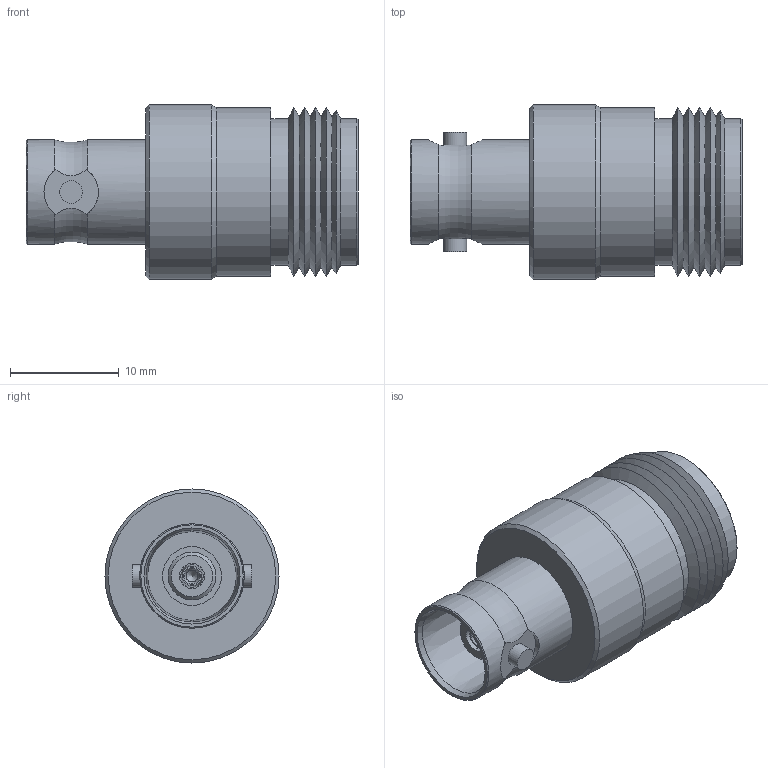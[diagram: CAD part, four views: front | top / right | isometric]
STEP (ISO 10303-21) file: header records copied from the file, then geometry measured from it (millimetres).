
FILE_DESCRIPTION (( 'STEP AP214' ), '1' );
FILE_NAME ('AXA-NFBF.STEP', '2018-01-05T15:44:03', ( '' ), ( '' ), 'SwSTEP 2.0', 'SolidWorks 2014', '' );
FILE_SCHEMA (( 'AUTOMOTIVE_DESIGN' ));
Length unit declared in the file: millimetre
Products named in the file (1): AXA-NFBF
Bounding box: 30.5 x 16 x 16 mm (x, y, z)
Volume: 3370.9 mm3; surface area: 2774.1 mm2
Topology: 1 solids, 1 shells, 125 faces, 278 edges, 168 vertices
Faces by surface type: plane 55, cone 45, cylinder 23, torus 2
Full cylindrical faces by diameter (mm): 1.4 x1, 1.8 x1, 2.1 x3, 2.3 x1, 3 x1, 3.2 x1, 4.4 x1, 5.4 x1, 7 x1, 9.6 x2, 13.5 x2, 15.5 x1, 16 x1
Entity records: 3446 total; most frequent: CARTESIAN_POINT 916, DIRECTION 530, ORIENTED_EDGE 462, AXIS2_PLACEMENT_3D 245, EDGE_CURVE 231, EDGE_LOOP 176, VERTEX_POINT 159, FACE_OUTER_BOUND 142
